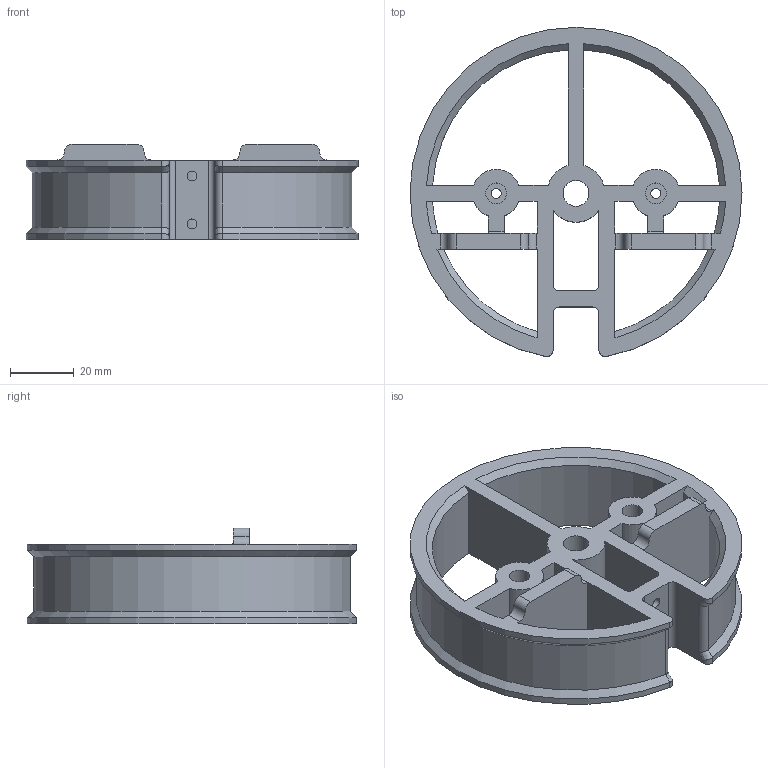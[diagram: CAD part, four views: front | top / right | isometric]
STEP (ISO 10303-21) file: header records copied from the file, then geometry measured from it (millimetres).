
FILE_DESCRIPTION((''),'2;1');
FILE_NAME('big pulley.ipt.step','2013-10-18T14:31:26',(''),(''),'Autodesk Inventor 2013','Autodesk Inventor 2013','');
FILE_SCHEMA(('AUTOMOTIVE_DESIGN { 1 0 10303 214 1 1 1 1 }'));
Length unit declared in the file: millimetre
Products named in the file (1): big pulley
Bounding box: 104 x 103.15 x 30 mm (x, y, z)
Volume: 83094.2 mm3; surface area: 37433.1 mm2
Topology: 1 solids, 1 shells, 105 faces, 314 edges, 211 vertices
Faces by surface type: plane 48, cylinder 45, cone 8, bspline 4
Full cylindrical faces by diameter (mm): 3.1 x4, 6.5 x2, 8.1 x1
Entity records: 3772 total; most frequent: CARTESIAN_POINT 904, ORIENTED_EDGE 612, DIRECTION 558, EDGE_CURVE 306, VERTEX_POINT 210, AXIS2_PLACEMENT_3D 190, VECTOR 178, LINE 178
